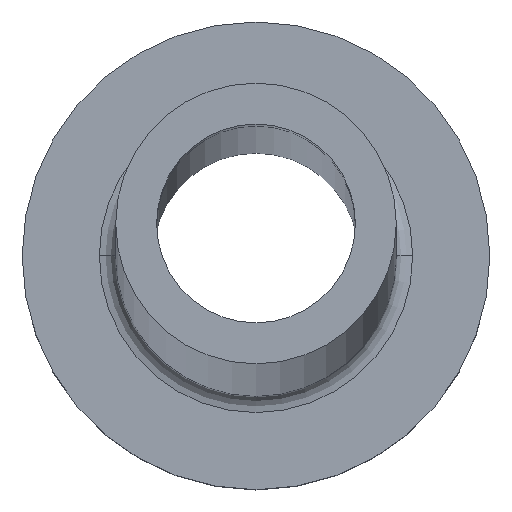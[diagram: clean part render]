
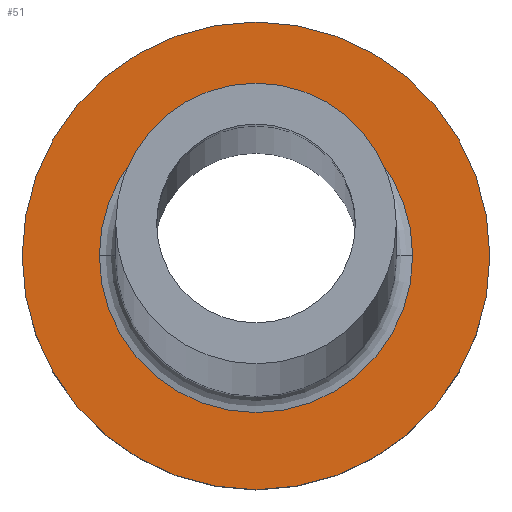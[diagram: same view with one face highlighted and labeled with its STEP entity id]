
A CAD part, top view. The second image highlights one B-rep face of the part: STEP entity #51.
In plain terms, the highlighted planar face has unit normal (0, 0, 1).
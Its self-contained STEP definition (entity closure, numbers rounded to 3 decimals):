
#40 = CARTESIAN_POINT ( 'NONE',  ( 0., 0., 7. ) ) ;
#42 = DIRECTION ( 'NONE',  ( 0., 0., 1. ) ) ;
#45 = AXIS2_PLACEMENT_3D ( 'NONE', #246, #42, #281 ) ;
#47 = VERTEX_POINT ( 'NONE', #292 ) ;
#51 = ADVANCED_FACE ( 'NONE', ( #223, #432 ), #159, .T. ) ;
#55 = DIRECTION ( 'NONE',  ( 1., 0., 0. ) ) ;
#86 = ORIENTED_EDGE ( 'NONE', *, *, #225, .T. ) ;
#94 = EDGE_CURVE ( 'NONE', #222, #47, #243, .T. ) ;
#95 = CARTESIAN_POINT ( 'NONE',  ( 6.7, 0., 7. ) ) ;
#118 = CIRCLE ( 'NONE', #335, 6.7 ) ;
#123 = CARTESIAN_POINT ( 'NONE',  ( -6.7, 0., 7. ) ) ;
#134 = CARTESIAN_POINT ( 'NONE',  ( 0., 0., 7. ) ) ;
#148 = AXIS2_PLACEMENT_3D ( 'NONE', #224, #344, #407 ) ;
#159 = PLANE ( 'NONE',  #271 ) ;
#186 = DIRECTION ( 'NONE',  ( 1., 0., 0. ) ) ;
#195 = DIRECTION ( 'NONE',  ( 0., 0., 1. ) ) ;
#204 = AXIS2_PLACEMENT_3D ( 'NONE', #134, #195, #55 ) ;
#222 = VERTEX_POINT ( 'NONE', #355 ) ;
#223 = FACE_BOUND ( 'NONE', #393, .T. ) ;
#224 = CARTESIAN_POINT ( 'NONE',  ( 0., 0., 7. ) ) ;
#225 = EDGE_CURVE ( 'NONE', #370, #321, #118, .T. ) ;
#243 = CIRCLE ( 'NONE', #45, 10. ) ;
#246 = CARTESIAN_POINT ( 'NONE',  ( 0., 0., 7. ) ) ;
#251 = ORIENTED_EDGE ( 'NONE', *, *, #94, .T. ) ;
#271 = AXIS2_PLACEMENT_3D ( 'NONE', #294, #435, #186 ) ;
#272 = CIRCLE ( 'NONE', #148, 6.7 ) ;
#281 = DIRECTION ( 'NONE',  ( 1., 0., 0. ) ) ;
#284 = EDGE_CURVE ( 'NONE', #47, #222, #349, .T. ) ;
#291 = ORIENTED_EDGE ( 'NONE', *, *, #307, .T. ) ;
#292 = CARTESIAN_POINT ( 'NONE',  ( -10., 0., 7. ) ) ;
#294 = CARTESIAN_POINT ( 'NONE',  ( 0., 0., 7. ) ) ;
#307 = EDGE_CURVE ( 'NONE', #321, #370, #272, .T. ) ;
#319 = DIRECTION ( 'NONE',  ( 0., 0., -1. ) ) ;
#321 = VERTEX_POINT ( 'NONE', #123 ) ;
#335 = AXIS2_PLACEMENT_3D ( 'NONE', #40, #319, #403 ) ;
#338 = EDGE_LOOP ( 'NONE', ( #363, #251 ) ) ;
#344 = DIRECTION ( 'NONE',  ( 0., 0., -1. ) ) ;
#349 = CIRCLE ( 'NONE', #204, 10. ) ;
#355 = CARTESIAN_POINT ( 'NONE',  ( 10., 0., 7. ) ) ;
#363 = ORIENTED_EDGE ( 'NONE', *, *, #284, .T. ) ;
#370 = VERTEX_POINT ( 'NONE', #95 ) ;
#393 = EDGE_LOOP ( 'NONE', ( #86, #291 ) ) ;
#403 = DIRECTION ( 'NONE',  ( 1., 0., 0. ) ) ;
#407 = DIRECTION ( 'NONE',  ( 1., 0., 0. ) ) ;
#432 = FACE_OUTER_BOUND ( 'NONE', #338, .T. ) ;
#435 = DIRECTION ( 'NONE',  ( 0., 0., 1. ) ) ;
